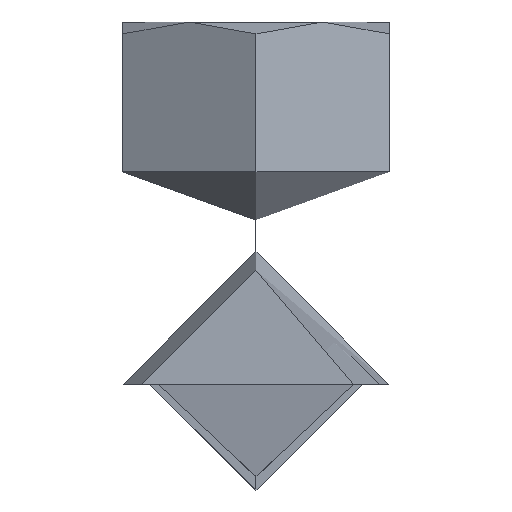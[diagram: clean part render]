
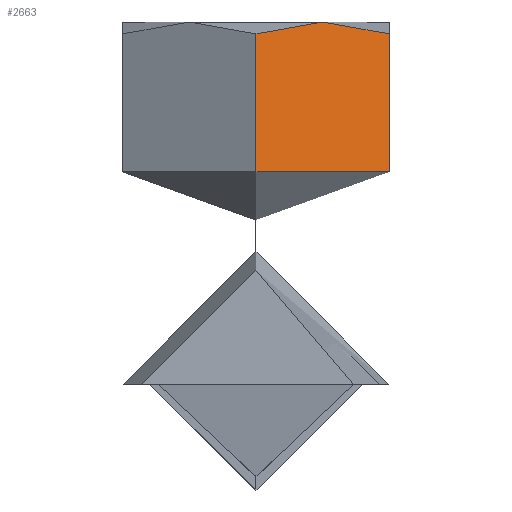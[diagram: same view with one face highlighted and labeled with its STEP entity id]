
A CAD part, left-side view. The second image highlights one B-rep face of the part: STEP entity #2663.
In plain terms, the highlighted free-form (B-spline) face has degree [1, 1] with [2, 2] control points.
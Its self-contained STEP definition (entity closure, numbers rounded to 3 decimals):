
#2479 = EDGE_CURVE('',#2480,#2482,#2484,.T.);
#2480 = VERTEX_POINT('',#2481);
#2481 = CARTESIAN_POINT('',(12.99,0.,7.5));
#2482 = VERTEX_POINT('',#2483);
#2483 = CARTESIAN_POINT('',(17.321,1.34,0.)
  );
#2484 = ( BOUNDED_CURVE() B_SPLINE_CURVE(2,(#2485,#2486,#2487),
.UNSPECIFIED.,.F.,.F.) B_SPLINE_CURVE_WITH_KNOTS((3,3),(0.879,
1.757),.PIECEWISE_BEZIER_KNOTS.) CURVE() 
GEOMETRIC_REPRESENTATION_ITEM() RATIONAL_B_SPLINE_CURVE((1.,
1.038,1.)) REPRESENTATION_ITEM('') );
#2485 = CARTESIAN_POINT('',(12.99,0.,7.5
    ));
#2486 = CARTESIAN_POINT('',(15.,0.,
    4.019));
#2487 = CARTESIAN_POINT('',(17.321,1.34,0.)
  );
#2578 = VERTEX_POINT('',#2579);
#2579 = CARTESIAN_POINT('',(8.66,1.34,15.));
#2591 = EDGE_CURVE('',#2578,#2480,#2592,.T.);
#2592 = ( BOUNDED_CURVE() B_SPLINE_CURVE(2,(#2593,#2594,#2595),
.UNSPECIFIED.,.F.,.F.) B_SPLINE_CURVE_WITH_KNOTS((3,3),(0.,
0.879),.PIECEWISE_BEZIER_KNOTS.) CURVE() 
GEOMETRIC_REPRESENTATION_ITEM() RATIONAL_B_SPLINE_CURVE((1.,
1.038,1.)) REPRESENTATION_ITEM('') );
#2593 = CARTESIAN_POINT('',(8.66,1.34,15.));
#2594 = CARTESIAN_POINT('',(10.981,0.,
    10.981));
#2595 = CARTESIAN_POINT('',(12.99,0.,7.5
    ));
#2639 = EDGE_CURVE('',#2578,#2640,#2642,.T.);
#2640 = VERTEX_POINT('',#2641);
#2641 = CARTESIAN_POINT('',(8.66,16.88,15.));
#2642 = B_SPLINE_CURVE_WITH_KNOTS('',1,(#2643,#2644),.UNSPECIFIED.,.F.,
  .F.,(2,2),(-0.71,0.844),.PIECEWISE_BEZIER_KNOTS.);
#2643 = CARTESIAN_POINT('',(8.66,1.34,15.));
#2644 = CARTESIAN_POINT('',(8.66,16.88,15.));
#2663 = ADVANCED_FACE('',(#2664),#2682,.T.);
#2664 = FACE_BOUND('',#2665,.T.);
#2665 = EDGE_LOOP('',(#2666,#2667,#2668,#2675,#2681));
#2666 = ORIENTED_EDGE('',*,*,#2591,.T.);
#2667 = ORIENTED_EDGE('',*,*,#2479,.T.);
#2668 = ORIENTED_EDGE('',*,*,#2669,.F.);
#2669 = EDGE_CURVE('',#2670,#2482,#2672,.T.);
#2670 = VERTEX_POINT('',#2671);
#2671 = CARTESIAN_POINT('',(17.321,16.88,0.));
#2672 = B_SPLINE_CURVE_WITH_KNOTS('',1,(#2673,#2674),.UNSPECIFIED.,.F.,
  .F.,(2,2),(-0.844,0.71),.PIECEWISE_BEZIER_KNOTS.);
#2673 = CARTESIAN_POINT('',(17.321,16.88,0.));
#2674 = CARTESIAN_POINT('',(17.321,1.34,0.)
  );
#2675 = ORIENTED_EDGE('',*,*,#2676,.F.);
#2676 = EDGE_CURVE('',#2640,#2670,#2677,.T.);
#2677 = ( BOUNDED_CURVE() B_SPLINE_CURVE(2,(#2678,#2679,#2680),
.UNSPECIFIED.,.F.,.F.) B_SPLINE_CURVE_WITH_KNOTS((3,3),(0.,
1.793),.PIECEWISE_BEZIER_KNOTS.) CURVE() 
GEOMETRIC_REPRESENTATION_ITEM() RATIONAL_B_SPLINE_CURVE((1.,
1.155,1.)) REPRESENTATION_ITEM('') );
#2678 = CARTESIAN_POINT('',(8.66,16.88,15.));
#2679 = CARTESIAN_POINT('',(12.99,21.21,7.5));
#2680 = CARTESIAN_POINT('',(17.321,16.88,0.));
#2681 = ORIENTED_EDGE('',*,*,#2639,.F.);
#2682 = B_SPLINE_SURFACE_WITH_KNOTS('',1,1,(
    (#2683,#2684)
    ,(#2685,#2686
    )),.UNSPECIFIED.,.F.,.F.,.F.,(2,2),(2,2),(-1.733,0.001),(
    -0.001,2.122),.PIECEWISE_BEZIER_KNOTS.);
#2683 = CARTESIAN_POINT('',(8.655,-0.01,15.009)
  );
#2684 = CARTESIAN_POINT('',(8.655,21.22,15.009));
#2685 = CARTESIAN_POINT('',(17.326,-0.01,
    -0.009));
#2686 = CARTESIAN_POINT('',(17.326,21.22,-0.009));
